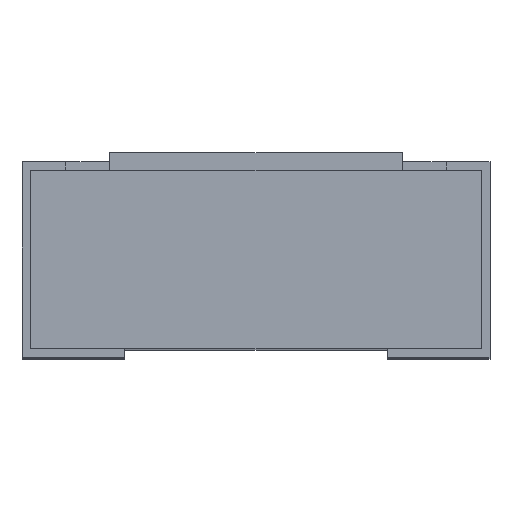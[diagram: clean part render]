
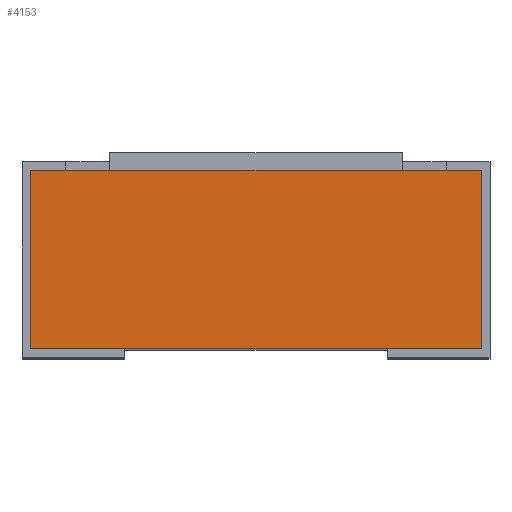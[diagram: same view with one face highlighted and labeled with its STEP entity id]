
A CAD part, top view. The second image highlights one B-rep face of the part: STEP entity #4153.
In plain terms, the highlighted planar face has unit normal (0, 0, 1).
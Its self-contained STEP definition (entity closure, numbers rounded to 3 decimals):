
#158 = AXIS2_PLACEMENT_3D ( 'NONE', #4562, #3444, #1762 ) ;
#188 = LINE ( 'NONE', #4918, #5969 ) ;
#524 = CARTESIAN_POINT ( 'NONE',  ( 0.77, 0.64, 1.6 ) ) ;
#549 = DIRECTION ( 'NONE',  ( 1., 0., 0. ) ) ;
#631 = CARTESIAN_POINT ( 'NONE',  ( 0.77, 0.03, 1.6 ) ) ;
#694 = CARTESIAN_POINT ( 'NONE',  ( 0.77, 0.03, 1.6 ) ) ;
#712 = VERTEX_POINT ( 'NONE', #524 ) ;
#962 = ORIENTED_EDGE ( 'NONE', *, *, #2195, .T. ) ;
#1056 = CARTESIAN_POINT ( 'NONE',  ( -0.77, 0.03, 1.6 ) ) ;
#1237 = ORIENTED_EDGE ( 'NONE', *, *, #2318, .T. ) ;
#1273 = PLANE ( 'NONE',  #158 ) ;
#1467 = CARTESIAN_POINT ( 'NONE',  ( -0.77, 0.64, 1.6 ) ) ;
#1692 = LINE ( 'NONE', #1056, #2873 ) ;
#1702 = EDGE_CURVE ( 'NONE', #5199, #712, #3230, .T. ) ;
#1762 = DIRECTION ( 'NONE',  ( -1., 0., 0. ) ) ;
#2102 = DIRECTION ( 'NONE',  ( 0., -1., 0. ) ) ;
#2178 = CARTESIAN_POINT ( 'NONE',  ( -0.77, 0.64, 1.6 ) ) ;
#2195 = EDGE_CURVE ( 'NONE', #712, #6443, #3140, .T. ) ;
#2318 = EDGE_CURVE ( 'NONE', #6443, #6599, #1692, .T. ) ;
#2648 = EDGE_LOOP ( 'NONE', ( #1237, #6362, #3494, #962 ) ) ;
#2873 = VECTOR ( 'NONE', #2102, 1000. ) ;
#3114 = DIRECTION ( 'NONE',  ( -1., 0., 0. ) ) ;
#3140 = LINE ( 'NONE', #1467, #3726 ) ;
#3230 = LINE ( 'NONE', #631, #5937 ) ;
#3444 = DIRECTION ( 'NONE',  ( 0., 0., -1. ) ) ;
#3494 = ORIENTED_EDGE ( 'NONE', *, *, #1702, .T. ) ;
#3726 = VECTOR ( 'NONE', #3114, 1000. ) ;
#3793 = DIRECTION ( 'NONE',  ( 0., 1., 0. ) ) ;
#3895 = CARTESIAN_POINT ( 'NONE',  ( -0.77, 0.03, 1.6 ) ) ;
#4153 = ADVANCED_FACE ( 'NONE', ( #5069 ), #1273, .F. ) ;
#4562 = CARTESIAN_POINT ( 'NONE',  ( 0., 0., 1.6 ) ) ;
#4918 = CARTESIAN_POINT ( 'NONE',  ( -0.77, 0.03, 1.6 ) ) ;
#5069 = FACE_OUTER_BOUND ( 'NONE', #2648, .T. ) ;
#5199 = VERTEX_POINT ( 'NONE', #694 ) ;
#5529 = EDGE_CURVE ( 'NONE', #6599, #5199, #188, .T. ) ;
#5937 = VECTOR ( 'NONE', #3793, 1000. ) ;
#5969 = VECTOR ( 'NONE', #549, 1000. ) ;
#6362 = ORIENTED_EDGE ( 'NONE', *, *, #5529, .T. ) ;
#6443 = VERTEX_POINT ( 'NONE', #2178 ) ;
#6599 = VERTEX_POINT ( 'NONE', #3895 ) ;
